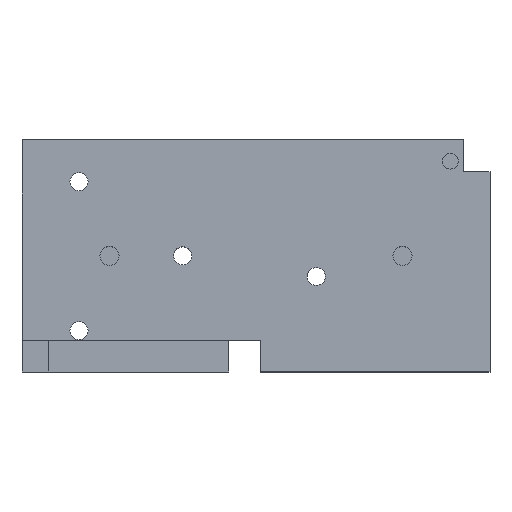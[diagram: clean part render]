
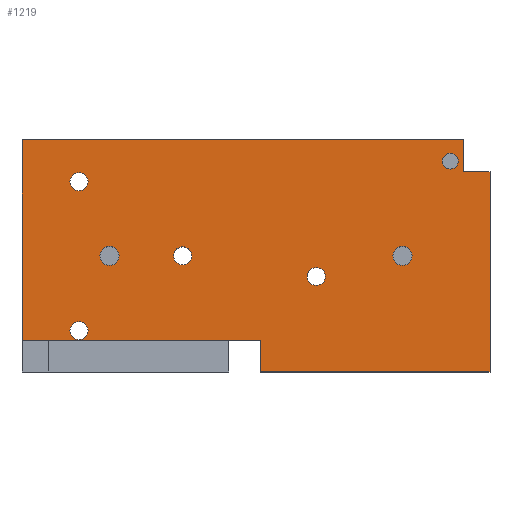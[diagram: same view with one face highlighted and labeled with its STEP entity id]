
A CAD part, top view. The second image highlights one B-rep face of the part: STEP entity #1219.
In plain terms, the highlighted planar face has unit normal (0, 0, 1).
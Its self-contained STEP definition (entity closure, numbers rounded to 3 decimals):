
#396 = EDGE_CURVE('',#397,#399,#401,.T.);
#397 = VERTEX_POINT('',#398);
#398 = CARTESIAN_POINT('',(-5.5,41.75,0.));
#399 = VERTEX_POINT('',#400);
#400 = CARTESIAN_POINT('',(-5.5,4.,0.));
#401 = LINE('',#402,#403);
#402 = CARTESIAN_POINT('',(-5.5,41.75,0.));
#403 = VECTOR('',#404,1.);
#404 = DIRECTION('',(0.,-1.,0.));
#475 = VERTEX_POINT('',#476);
#476 = CARTESIAN_POINT('',(-0.5,4.,0.));
#484 = EDGE_CURVE('',#475,#399,#485,.T.);
#485 = LINE('',#486,#487);
#486 = CARTESIAN_POINT('',(-0.5,4.,0.));
#487 = VECTOR('',#488,1.);
#488 = DIRECTION('',(-1.,0.,0.));
#499 = EDGE_CURVE('',#500,#475,#502,.T.);
#500 = VERTEX_POINT('',#501);
#501 = CARTESIAN_POINT('',(39.5,4.,0.));
#502 = LINE('',#503,#504);
#503 = CARTESIAN_POINT('',(39.5,4.,0.));
#504 = VECTOR('',#505,1.);
#505 = DIRECTION('',(-1.,0.,0.));
#678 = EDGE_CURVE('',#679,#397,#681,.T.);
#679 = VERTEX_POINT('',#680);
#680 = CARTESIAN_POINT('',(77.75,41.75,0.));
#681 = LINE('',#682,#683);
#682 = CARTESIAN_POINT('',(82.75,41.75,0.));
#683 = VECTOR('',#684,1.);
#684 = DIRECTION('',(-1.,0.,0.));
#951 = EDGE_CURVE('',#952,#954,#956,.T.);
#952 = VERTEX_POINT('',#953);
#953 = CARTESIAN_POINT('',(82.75,-2.,0.));
#954 = VERTEX_POINT('',#955);
#955 = CARTESIAN_POINT('',(82.75,35.75,0.));
#956 = LINE('',#957,#958);
#957 = CARTESIAN_POINT('',(82.75,-2.,0.));
#958 = VECTOR('',#959,1.);
#959 = DIRECTION('',(0.,1.,0.));
#991 = EDGE_CURVE('',#992,#952,#994,.T.);
#992 = VERTEX_POINT('',#993);
#993 = CARTESIAN_POINT('',(39.5,-2.,0.));
#994 = LINE('',#995,#996);
#995 = CARTESIAN_POINT('',(-5.5,-2.,0.));
#996 = VECTOR('',#997,1.);
#997 = DIRECTION('',(1.,0.,0.));
#1028 = VERTEX_POINT('',#1029);
#1029 = CARTESIAN_POINT('',(3.55,5.8,0.));
#1037 = EDGE_CURVE('',#1028,#1028,#1038,.T.);
#1038 = CIRCLE('',#1039,1.7);
#1039 = AXIS2_PLACEMENT_3D('',#1040,#1041,#1042);
#1040 = CARTESIAN_POINT('',(5.25,5.8,0.));
#1041 = DIRECTION('',(0.,0.,-1.));
#1042 = DIRECTION('',(-1.,0.,0.));
#1149 = VERTEX_POINT('',#1150);
#1150 = CARTESIAN_POINT('',(48.3,16.,0.));
#1158 = EDGE_CURVE('',#1149,#1149,#1159,.T.);
#1159 = CIRCLE('',#1160,1.7);
#1160 = AXIS2_PLACEMENT_3D('',#1161,#1162,#1163);
#1161 = CARTESIAN_POINT('',(50.,16.,0.));
#1162 = DIRECTION('',(0.,0.,-1.));
#1163 = DIRECTION('',(-1.,0.,0.));
#1174 = VERTEX_POINT('',#1175);
#1175 = CARTESIAN_POINT('',(23.1,19.9,0.));
#1183 = EDGE_CURVE('',#1174,#1174,#1184,.T.);
#1184 = CIRCLE('',#1185,1.7);
#1185 = AXIS2_PLACEMENT_3D('',#1186,#1187,#1188);
#1186 = CARTESIAN_POINT('',(24.8,19.9,0.));
#1187 = DIRECTION('',(0.,0.,-1.));
#1188 = DIRECTION('',(-1.,0.,0.));
#1199 = VERTEX_POINT('',#1200);
#1200 = CARTESIAN_POINT('',(3.55,33.9,0.));
#1208 = EDGE_CURVE('',#1199,#1199,#1209,.T.);
#1209 = CIRCLE('',#1210,1.7);
#1210 = AXIS2_PLACEMENT_3D('',#1211,#1212,#1213);
#1211 = CARTESIAN_POINT('',(5.25,33.9,0.));
#1212 = DIRECTION('',(0.,0.,-1.));
#1213 = DIRECTION('',(-1.,0.,0.));
#1219 = ADVANCED_FACE('',(#1220,#1248,#1251,#1262,#1265,#1268,#1279,
    #1282),#1293,.T.);
#1220 = FACE_BOUND('',#1221,.T.);
#1221 = EDGE_LOOP('',(#1222,#1223,#1224,#1232,#1238,#1239,#1240,#1241,
    #1242));
#1222 = ORIENTED_EDGE('',*,*,#991,.T.);
#1223 = ORIENTED_EDGE('',*,*,#951,.T.);
#1224 = ORIENTED_EDGE('',*,*,#1225,.F.);
#1225 = EDGE_CURVE('',#1226,#954,#1228,.T.);
#1226 = VERTEX_POINT('',#1227);
#1227 = CARTESIAN_POINT('',(77.75,35.75,0.));
#1228 = LINE('',#1229,#1230);
#1229 = CARTESIAN_POINT('',(77.75,35.75,0.));
#1230 = VECTOR('',#1231,1.);
#1231 = DIRECTION('',(1.,0.,0.));
#1232 = ORIENTED_EDGE('',*,*,#1233,.F.);
#1233 = EDGE_CURVE('',#679,#1226,#1234,.T.);
#1234 = LINE('',#1235,#1236);
#1235 = CARTESIAN_POINT('',(77.75,41.75,0.));
#1236 = VECTOR('',#1237,1.);
#1237 = DIRECTION('',(0.,-1.,0.));
#1238 = ORIENTED_EDGE('',*,*,#678,.T.);
#1239 = ORIENTED_EDGE('',*,*,#396,.T.);
#1240 = ORIENTED_EDGE('',*,*,#484,.F.);
#1241 = ORIENTED_EDGE('',*,*,#499,.F.);
#1242 = ORIENTED_EDGE('',*,*,#1243,.F.);
#1243 = EDGE_CURVE('',#992,#500,#1244,.T.);
#1244 = LINE('',#1245,#1246);
#1245 = CARTESIAN_POINT('',(39.5,-2.,0.));
#1246 = VECTOR('',#1247,1.);
#1247 = DIRECTION('',(0.,1.,0.));
#1248 = FACE_BOUND('',#1249,.T.);
#1249 = EDGE_LOOP('',(#1250));
#1250 = ORIENTED_EDGE('',*,*,#1037,.T.);
#1251 = FACE_BOUND('',#1252,.T.);
#1252 = EDGE_LOOP('',(#1253));
#1253 = ORIENTED_EDGE('',*,*,#1254,.F.);
#1254 = EDGE_CURVE('',#1255,#1255,#1257,.T.);
#1255 = VERTEX_POINT('',#1256);
#1256 = CARTESIAN_POINT('',(12.8,19.875,0.));
#1257 = CIRCLE('',#1258,1.8);
#1258 = AXIS2_PLACEMENT_3D('',#1259,#1260,#1261);
#1259 = CARTESIAN_POINT('',(11.,19.875,0.));
#1260 = DIRECTION('',(0.,0.,1.));
#1261 = DIRECTION('',(1.,0.,0.));
#1262 = FACE_BOUND('',#1263,.T.);
#1263 = EDGE_LOOP('',(#1264));
#1264 = ORIENTED_EDGE('',*,*,#1183,.T.);
#1265 = FACE_BOUND('',#1266,.T.);
#1266 = EDGE_LOOP('',(#1267));
#1267 = ORIENTED_EDGE('',*,*,#1158,.T.);
#1268 = FACE_BOUND('',#1269,.T.);
#1269 = EDGE_LOOP('',(#1270));
#1270 = ORIENTED_EDGE('',*,*,#1271,.F.);
#1271 = EDGE_CURVE('',#1272,#1272,#1274,.T.);
#1272 = VERTEX_POINT('',#1273);
#1273 = CARTESIAN_POINT('',(68.05,19.875,0.));
#1274 = CIRCLE('',#1275,1.8);
#1275 = AXIS2_PLACEMENT_3D('',#1276,#1277,#1278);
#1276 = CARTESIAN_POINT('',(66.25,19.875,0.));
#1277 = DIRECTION('',(0.,0.,1.));
#1278 = DIRECTION('',(1.,0.,0.));
#1279 = FACE_BOUND('',#1280,.T.);
#1280 = EDGE_LOOP('',(#1281));
#1281 = ORIENTED_EDGE('',*,*,#1208,.T.);
#1282 = FACE_BOUND('',#1283,.T.);
#1283 = EDGE_LOOP('',(#1284));
#1284 = ORIENTED_EDGE('',*,*,#1285,.F.);
#1285 = EDGE_CURVE('',#1286,#1286,#1288,.T.);
#1286 = VERTEX_POINT('',#1287);
#1287 = CARTESIAN_POINT('',(76.75,37.75,0.));
#1288 = CIRCLE('',#1289,1.5);
#1289 = AXIS2_PLACEMENT_3D('',#1290,#1291,#1292);
#1290 = CARTESIAN_POINT('',(75.25,37.75,0.));
#1291 = DIRECTION('',(0.,0.,1.));
#1292 = DIRECTION('',(1.,0.,0.));
#1293 = PLANE('',#1294);
#1294 = AXIS2_PLACEMENT_3D('',#1295,#1296,#1297);
#1295 = CARTESIAN_POINT('',(38.625,19.875,0.));
#1296 = DIRECTION('',(0.,0.,1.));
#1297 = DIRECTION('',(1.,0.,0.));
